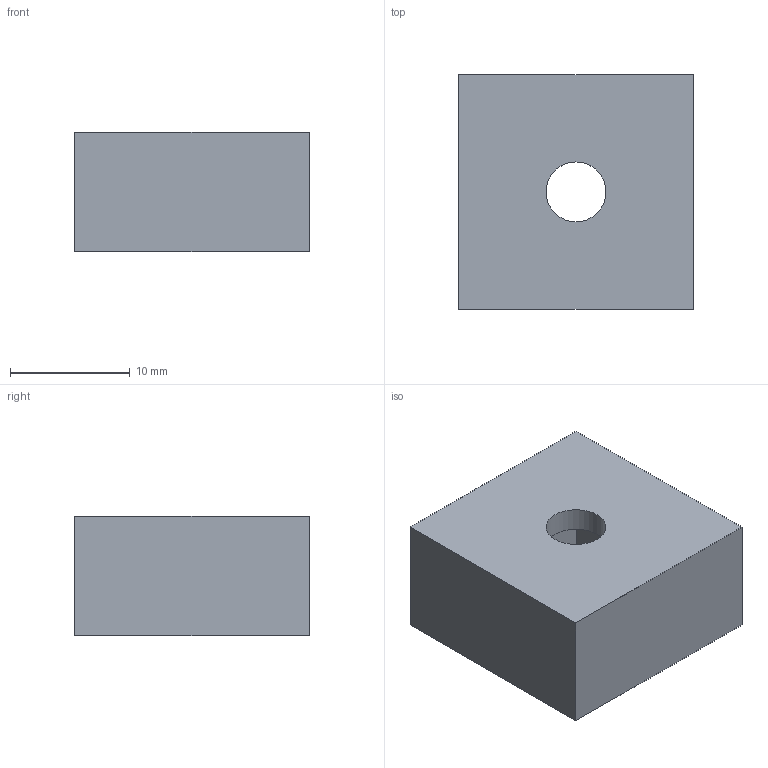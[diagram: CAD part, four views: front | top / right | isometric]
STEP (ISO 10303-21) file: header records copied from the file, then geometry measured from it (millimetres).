
FILE_DESCRIPTION(('FreeCAD Model'),'2;1');
FILE_NAME('Open CASCADE Shape Model','2024-08-22T19:11:36',(''),(''), 'Open CASCADE STEP processor 7.8','FreeCAD','Unknown');
FILE_SCHEMA(('AUTOMOTIVE_DESIGN { 1 0 10303 214 1 1 1 1 }'));
Length unit declared in the file: millimetre
Products named in the file (1): P0173-26-a_Reflektor
Bounding box: 19.6 x 19.6 x 10 mm (x, y, z)
Volume: 1754.3 mm3; surface area: 2056.5 mm2
Topology: 1 solids, 1 shells, 12 faces, 27 edges, 18 vertices
Faces by surface type: plane 11, cylinder 1
Full cylindrical faces by diameter (mm): 5 x1
Entity records: 716 total; most frequent: CARTESIAN_POINT 124, DIRECTION 107, LINE 77, VECTOR 77, ORIENTED_EDGE 54, PCURVE 54, DEFINITIONAL_REPRESENTATION 54, EDGE_CURVE 27
